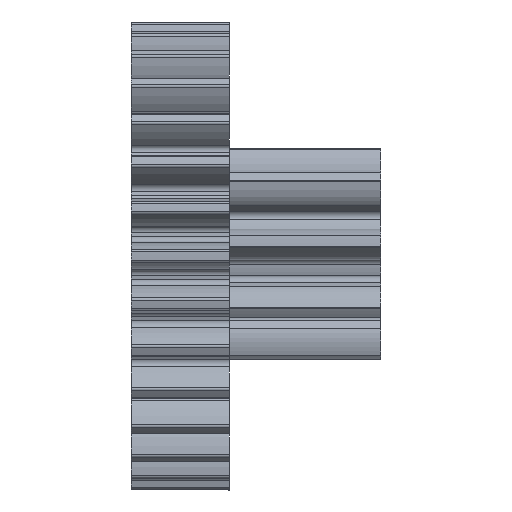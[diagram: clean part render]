
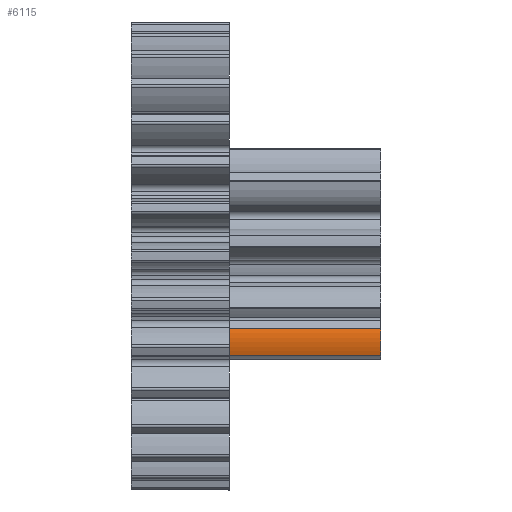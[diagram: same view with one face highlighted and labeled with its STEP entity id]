
A CAD part, left-side view. The second image highlights one B-rep face of the part: STEP entity #6115.
In plain terms, the highlighted free-form (B-spline) face has degree [3, 1] with [5, 2] control points.
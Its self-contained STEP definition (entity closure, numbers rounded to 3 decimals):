
#30=B_SPLINE_SURFACE_WITH_KNOTS('',3,1,((#9607,#9608),(#9609,#9610),(#9611,
#9612),(#9613,#9614),(#9615,#9616)),.UNSPECIFIED.,.F.,.F.,.F.,(4,1,4),(2,
2),(0.,0.059,1.),(-0.077,7.777),.UNSPECIFIED.);
#363=FACE_OUTER_BOUND('',#705,.T.);
#705=EDGE_LOOP('',(#4302,#4303,#4304,#4305));
#1050=B_SPLINE_CURVE_WITH_KNOTS('',3,(#9309,#9310,#9311,#9312,#9313),
 .UNSPECIFIED.,.F.,.F.,(4,1,4),(0.,0.95,1.),.UNSPECIFIED.);
#1051=B_SPLINE_CURVE_WITH_KNOTS('',3,(#9381,#9382,#9383,#9384,#9385),
 .UNSPECIFIED.,.F.,.F.,(4,1,4),(0.,0.95,1.),.UNSPECIFIED.);
#1244=LINE('',#9606,#1614);
#1245=LINE('',#9617,#1615);
#1614=VECTOR('',#7515,7.7);
#1615=VECTOR('',#7516,7.7);
#2492=VERTEX_POINT('',#9306);
#2493=VERTEX_POINT('',#9308);
#2515=VERTEX_POINT('',#9378);
#2516=VERTEX_POINT('',#9380);
#3160=EDGE_CURVE('',#2493,#2492,#1050,.T.);
#3194=EDGE_CURVE('',#2515,#2516,#1051,.T.);
#3275=EDGE_CURVE('',#2493,#2515,#1244,.T.);
#3276=EDGE_CURVE('',#2516,#2492,#1245,.T.);
#4302=ORIENTED_EDGE('',*,*,#3276,.F.);
#4303=ORIENTED_EDGE('',*,*,#3194,.F.);
#4304=ORIENTED_EDGE('',*,*,#3275,.F.);
#4305=ORIENTED_EDGE('',*,*,#3160,.T.);
#6115=ADVANCED_FACE('',(#363),#30,.F.);
#7515=DIRECTION('',(0.,1.,0.));
#7516=DIRECTION('',(0.,-1.,0.));
#9306=CARTESIAN_POINT('',(-3.293,0.,-4.32));
#9308=CARTESIAN_POINT('',(-2.114,0.,-3.662));
#9309=CARTESIAN_POINT('Ctrl Pts',(-2.114,0.,-3.662));
#9310=CARTESIAN_POINT('Ctrl Pts',(-2.394,0.,-4.011));
#9311=CARTESIAN_POINT('Ctrl Pts',(-2.823,0.,-4.201));
#9312=CARTESIAN_POINT('Ctrl Pts',(-3.27,0.,-4.314));
#9313=CARTESIAN_POINT('Ctrl Pts',(-3.293,0.,-4.32));
#9378=CARTESIAN_POINT('',(-2.114,7.7,-3.662));
#9380=CARTESIAN_POINT('',(-3.293,7.7,-4.32));
#9381=CARTESIAN_POINT('Ctrl Pts',(-2.114,7.7,-3.662));
#9382=CARTESIAN_POINT('Ctrl Pts',(-2.394,7.7,-4.011));
#9383=CARTESIAN_POINT('Ctrl Pts',(-2.823,7.7,-4.201));
#9384=CARTESIAN_POINT('Ctrl Pts',(-3.27,7.7,-4.314));
#9385=CARTESIAN_POINT('Ctrl Pts',(-3.293,7.7,-4.32));
#9606=CARTESIAN_POINT('',(-2.114,0.,-3.662));
#9607=CARTESIAN_POINT('Ctrl Pts',(-3.306,-0.077,-4.323));
#9608=CARTESIAN_POINT('Ctrl Pts',(-3.306,7.777,-4.323));
#9609=CARTESIAN_POINT('Ctrl Pts',(-3.279,-0.077,-4.316));
#9610=CARTESIAN_POINT('Ctrl Pts',(-3.279,7.777,-4.316));
#9611=CARTESIAN_POINT('Ctrl Pts',(-2.823,-0.077,-4.202));
#9612=CARTESIAN_POINT('Ctrl Pts',(-2.823,7.777,-4.202));
#9613=CARTESIAN_POINT('Ctrl Pts',(-2.386,-0.077,-4.007));
#9614=CARTESIAN_POINT('Ctrl Pts',(-2.386,7.777,-4.007));
#9615=CARTESIAN_POINT('Ctrl Pts',(-2.106,-0.077,-3.651));
#9616=CARTESIAN_POINT('Ctrl Pts',(-2.106,7.777,-3.651));
#9617=CARTESIAN_POINT('',(-3.293,7.7,-4.32));
